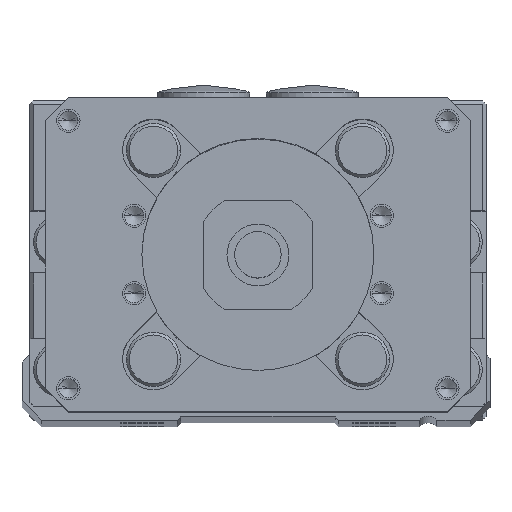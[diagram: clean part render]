
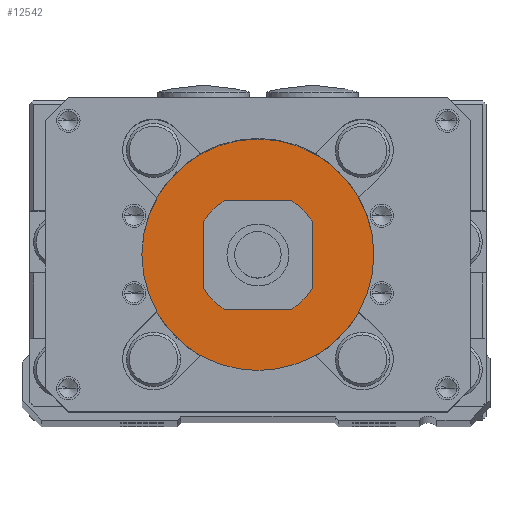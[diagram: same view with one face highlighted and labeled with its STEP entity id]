
A CAD part, top view. The second image highlights one B-rep face of the part: STEP entity #12542.
In plain terms, the highlighted face is planar.
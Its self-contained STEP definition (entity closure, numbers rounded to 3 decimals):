
#11243=CARTESIAN_POINT('',(0.,19.5,-6.));
#11244=DIRECTION('',(0.,0.,-1.));
#11245=DIRECTION('',(-1.,0.,0.));
#11246=AXIS2_PLACEMENT_3D('',#11243,#11244,#11245);
#11248=CARTESIAN_POINT('',(0.,19.5,-6.));
#11249=DIRECTION('',(0.,0.,-1.));
#11250=DIRECTION('',(1.,0.,0.));
#11251=AXIS2_PLACEMENT_3D('',#11248,#11249,#11250);
#11253=CARTESIAN_POINT('',(0.,19.5,-6.));
#11254=DIRECTION('',(0.,0.,-1.));
#11255=DIRECTION('',(0.529,0.848,0.));
#11256=AXIS2_PLACEMENT_3D('',#11253,#11254,#11255);
#11258=DIRECTION('',(0.,-1.,0.));
#11259=VECTOR('',#11258,8.732);
#11260=CARTESIAN_POINT('',(7.,23.866,-6.));
#11261=LINE('',#11260,#11259);
#11262=CARTESIAN_POINT('',(0.,19.5,-6.));
#11263=DIRECTION('',(0.,0.,-1.));
#11264=DIRECTION('',(0.848,-0.529,0.));
#11265=AXIS2_PLACEMENT_3D('',#11262,#11263,#11264);
#11267=DIRECTION('',(-1.,0.,0.));
#11268=VECTOR('',#11267,8.732);
#11269=CARTESIAN_POINT('',(4.366,12.5,-6.));
#11270=LINE('',#11269,#11268);
#11271=CARTESIAN_POINT('',(0.,19.5,-6.));
#11272=DIRECTION('',(0.,0.,-1.));
#11273=DIRECTION('',(-0.529,-0.848,0.));
#11274=AXIS2_PLACEMENT_3D('',#11271,#11272,#11273);
#11276=DIRECTION('',(0.,1.,0.));
#11277=VECTOR('',#11276,8.732);
#11278=CARTESIAN_POINT('',(-7.,15.134,-6.));
#11279=LINE('',#11278,#11277);
#11280=CARTESIAN_POINT('',(0.,19.5,-6.));
#11281=DIRECTION('',(0.,0.,-1.));
#11282=DIRECTION('',(-0.848,0.529,0.));
#11283=AXIS2_PLACEMENT_3D('',#11280,#11281,#11282);
#11285=DIRECTION('',(1.,0.,0.));
#11286=VECTOR('',#11285,8.732);
#11287=CARTESIAN_POINT('',(-4.366,26.5,-6.));
#11288=LINE('',#11287,#11286);
#12271=CARTESIAN_POINT('',(-15.,19.5,-6.));
#12272=CARTESIAN_POINT('',(15.,19.5,-6.));
#12273=VERTEX_POINT('',#12271);
#12274=VERTEX_POINT('',#12272);
#12299=CARTESIAN_POINT('',(4.366,26.5,-6.));
#12300=CARTESIAN_POINT('',(7.,23.866,-6.));
#12301=VERTEX_POINT('',#12299);
#12302=VERTEX_POINT('',#12300);
#12303=CARTESIAN_POINT('',(7.,15.134,-6.));
#12304=VERTEX_POINT('',#12303);
#12305=CARTESIAN_POINT('',(4.366,12.5,-6.));
#12306=VERTEX_POINT('',#12305);
#12307=CARTESIAN_POINT('',(-4.366,12.5,-6.));
#12308=VERTEX_POINT('',#12307);
#12309=CARTESIAN_POINT('',(-7.,15.134,-6.));
#12310=VERTEX_POINT('',#12309);
#12311=CARTESIAN_POINT('',(-7.,23.866,-6.));
#12312=VERTEX_POINT('',#12311);
#12313=CARTESIAN_POINT('',(-4.366,26.5,-6.));
#12314=VERTEX_POINT('',#12313);
#12515=CARTESIAN_POINT('',(0.,0.,-6.));
#12516=DIRECTION('',(0.,0.,-1.));
#12517=DIRECTION('',(-1.,0.,0.));
#12518=AXIS2_PLACEMENT_3D('',#12515,#12516,#12517);
#12519=PLANE('',#12518);
#12520=ORIENTED_EDGE('',*,*,#12495,.F.);
#12521=ORIENTED_EDGE('',*,*,#12509,.F.);
#12522=EDGE_LOOP('',(#12520,#12521));
#12523=FACE_OUTER_BOUND('',#12522,.F.);
#12525=ORIENTED_EDGE('',*,*,#12524,.T.);
#12527=ORIENTED_EDGE('',*,*,#12526,.T.);
#12529=ORIENTED_EDGE('',*,*,#12528,.T.);
#12531=ORIENTED_EDGE('',*,*,#12530,.T.);
#12533=ORIENTED_EDGE('',*,*,#12532,.T.);
#12535=ORIENTED_EDGE('',*,*,#12534,.T.);
#12537=ORIENTED_EDGE('',*,*,#12536,.T.);
#12539=ORIENTED_EDGE('',*,*,#12538,.T.);
#12540=EDGE_LOOP('',(#12525,#12527,#12529,#12531,#12533,#12535,#12537,#12539));
#12541=FACE_BOUND('',#12540,.F.);
#12542=ADVANCED_FACE('',(#12523,#12541),#12519,.T.);
#11247=CIRCLE('',#11246,15.);
#11252=CIRCLE('',#11251,15.);
#11257=CIRCLE('',#11256,8.25);
#11266=CIRCLE('',#11265,8.25);
#11275=CIRCLE('',#11274,8.25);
#11284=CIRCLE('',#11283,8.25);
#12495=EDGE_CURVE('',#12273,#12274,#11247,.T.);
#12509=EDGE_CURVE('',#12274,#12273,#11252,.T.);
#12524=EDGE_CURVE('',#12301,#12302,#11257,.T.);
#12526=EDGE_CURVE('',#12302,#12304,#11261,.T.);
#12528=EDGE_CURVE('',#12304,#12306,#11266,.T.);
#12530=EDGE_CURVE('',#12306,#12308,#11270,.T.);
#12532=EDGE_CURVE('',#12308,#12310,#11275,.T.);
#12534=EDGE_CURVE('',#12310,#12312,#11279,.T.);
#12536=EDGE_CURVE('',#12312,#12314,#11284,.T.);
#12538=EDGE_CURVE('',#12314,#12301,#11288,.T.);
